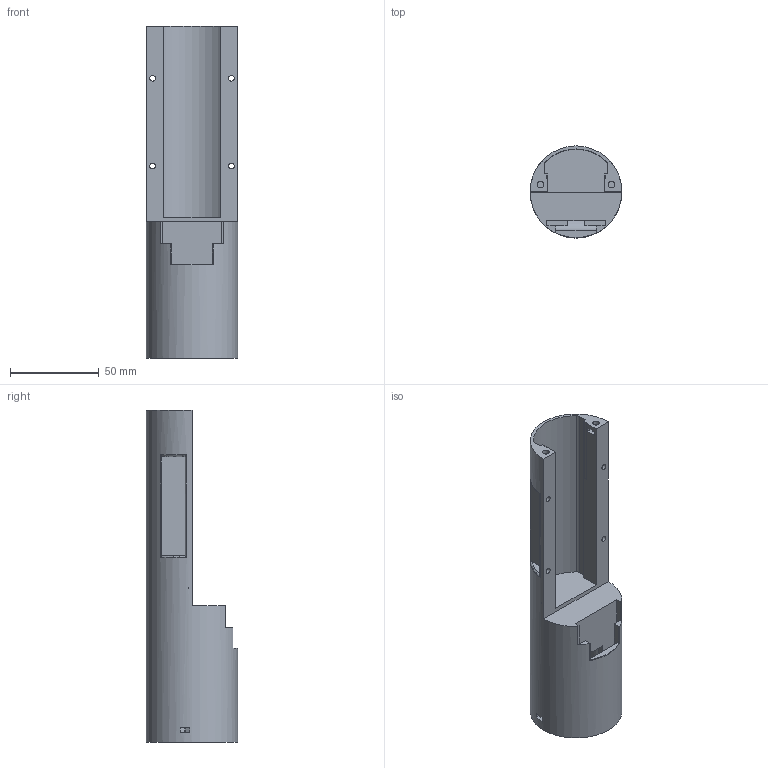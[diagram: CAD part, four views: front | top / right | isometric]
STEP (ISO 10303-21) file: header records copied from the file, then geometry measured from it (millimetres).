
FILE_DESCRIPTION(/* description */ (''),/* implementation_level */ '2;1');
FILE_NAME(/* name */ 'Housing1.step',/* time_stamp */ '2024-08-08T10:33:19-04:00',/* author */ (''),/* organization */ (''),/* preprocessor_version */ 'ST-DEVELOPER v20',/* originating_system */ 'Autodesk Translation Framework v13.14.0.145',/* authorisation */ '');
FILE_SCHEMA (('AUTOMOTIVE_DESIGN { 1 0 10303 214 3 1 1 }'));
Length unit declared in the file: millimetre
Products named in the file (1): Housing1
Bounding box: 51.65 x 51.65 x 186.96 mm (x, y, z)
Volume: 145087.6 mm3; surface area: 45070.4 mm2
Topology: 1 solids, 5 shells, 153 faces, 386 edges, 255 vertices
Faces by surface type: plane 94, cylinder 43, bspline 9, torus 7
Full cylindrical faces by diameter (mm): 3.2 x4, 3.817 x8, 28 x1, 51.65 x1
Entity records: 5066 total; most frequent: CARTESIAN_POINT 1343, ORIENTED_EDGE 772, DIRECTION 721, EDGE_CURVE 386, VERTEX_POINT 255, LINE 245, VECTOR 245, AXIS2_PLACEMENT_3D 238
